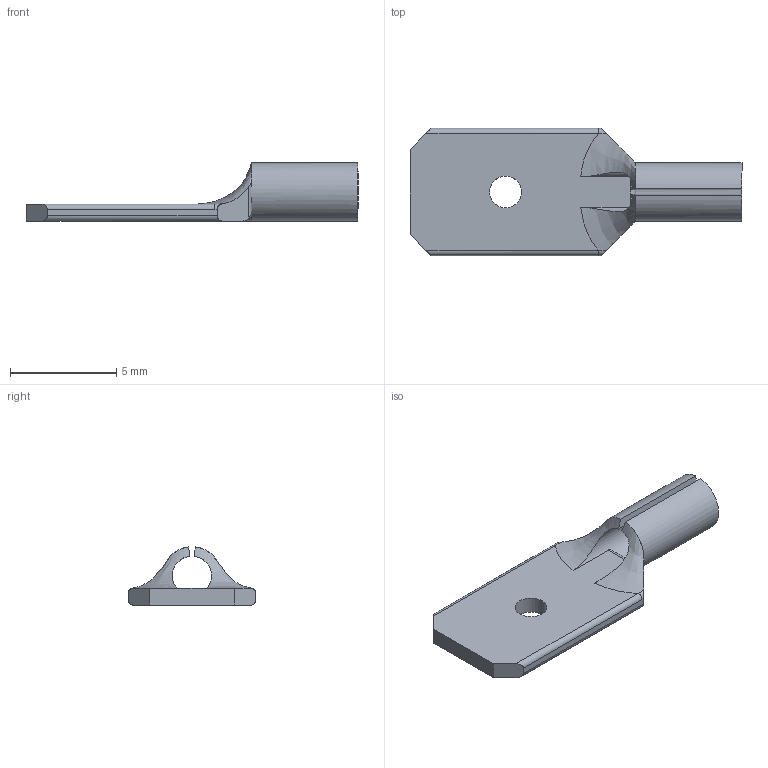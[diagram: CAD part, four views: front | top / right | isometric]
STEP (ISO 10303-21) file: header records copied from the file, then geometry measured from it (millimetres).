
FILE_DESCRIPTION(/* description */ (''),/* implementation_level */ '2;1');
FILE_NAME(/* name */ 'Flat Spade 01a v4.step',/* time_stamp */ '2022-05-13T10:19:34+10:00',/* author */ (''),/* organization */ (''),/* preprocessor_version */ 'ST-DEVELOPER v18.1',/* originating_system */ 'Autodesk Translation Framework v10.14.0.1471',/* authorisation */ '');
FILE_SCHEMA (('AUTOMOTIVE_DESIGN { 1 0 10303 214 3 1 1 }'));
Length unit declared in the file: millimetre
Products named in the file (2): Flat Spade 01a; Spade
Assembly tree (1 placements, depth 2):
  Flat Spade 01a
    Spade
Bounding box: 15.62 x 6 x 2.74 mm (x, y, z)
Volume: 63.7 mm3; surface area: 222.2 mm2
Topology: 1 solids, 1 shells, 33 faces, 92 edges, 59 vertices
Faces by surface type: plane 15, cylinder 12, bspline 6
Full cylindrical faces by diameter (mm): 1.5 x1
Entity records: 1550 total; most frequent: CARTESIAN_POINT 692, ORIENTED_EDGE 180, DIRECTION 151, EDGE_CURVE 90, VERTEX_POINT 59, AXIS2_PLACEMENT_3D 55, LINE 41, VECTOR 41
